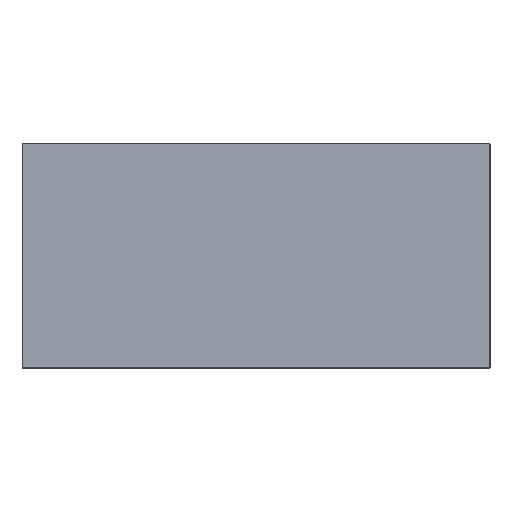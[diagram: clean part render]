
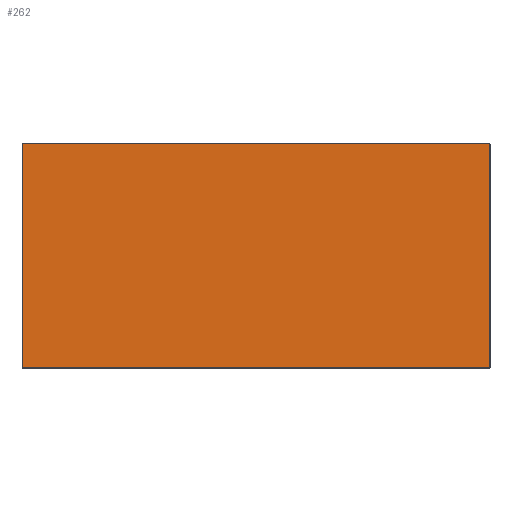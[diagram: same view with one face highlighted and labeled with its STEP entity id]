
A CAD part, top view. The second image highlights one B-rep face of the part: STEP entity #262.
In plain terms, the highlighted face is planar.
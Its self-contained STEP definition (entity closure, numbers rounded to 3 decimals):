
#262=ADVANCED_FACE('',(#330),#1113,.T.);
#330=FACE_OUTER_BOUND('',#398,.T.);
#398=EDGE_LOOP('',(#622,#623,#624,#625));
#622=ORIENTED_EDGE('',*,*,#805,.T.);
#623=ORIENTED_EDGE('',*,*,#815,.T.);
#624=ORIENTED_EDGE('',*,*,#816,.T.);
#625=ORIENTED_EDGE('',*,*,#817,.T.);
#805=EDGE_CURVE('',#1045,#1044,#948,.T.);
#815=EDGE_CURVE('',#1044,#1054,#958,.T.);
#816=EDGE_CURVE('',#1054,#1055,#959,.T.);
#817=EDGE_CURVE('',#1055,#1045,#960,.T.);
#948=B_SPLINE_CURVE_WITH_KNOTS('',1,(#1947,#1948),.UNSPECIFIED.,.F.,.F.,
(2,2),(-748.,0.),.UNSPECIFIED.);
#958=B_SPLINE_CURVE_WITH_KNOTS('',1,(#1967,#1968),.UNSPECIFIED.,.F.,.F.,
(2,2),(0.,359.),.UNSPECIFIED.);
#959=B_SPLINE_CURVE_WITH_KNOTS('',1,(#1969,#1970),.UNSPECIFIED.,.F.,.F.,
(2,2),(0.,748.),.UNSPECIFIED.);
#960=B_SPLINE_CURVE_WITH_KNOTS('',1,(#1971,#1972),.UNSPECIFIED.,.F.,.F.,
(2,2),(0.,359.),.UNSPECIFIED.);
#1044=VERTEX_POINT('',#1913);
#1045=VERTEX_POINT('',#1914);
#1054=VERTEX_POINT('',#1923);
#1055=VERTEX_POINT('',#1924);
#1113=PLANE('',#1295);
#1295=AXIS2_PLACEMENT_3D('',#1710,#1381,$);
#1381=DIRECTION('',(0.,1.,0.));
#1710=CARTESIAN_POINT('',(-448.8,90.,-215.9));
#1913=CARTESIAN_POINT('',(-374.,90.,-180.));
#1914=CARTESIAN_POINT('',(374.,90.,-180.));
#1923=CARTESIAN_POINT('',(-374.,90.,179.));
#1924=CARTESIAN_POINT('',(374.,90.,179.));
#1947=CARTESIAN_POINT('',(374.,90.,-180.));
#1948=CARTESIAN_POINT('',(-374.,90.,-180.));
#1967=CARTESIAN_POINT('',(-374.,90.,-180.));
#1968=CARTESIAN_POINT('',(-374.,90.,179.));
#1969=CARTESIAN_POINT('',(-374.,90.,179.));
#1970=CARTESIAN_POINT('',(374.,90.,179.));
#1971=CARTESIAN_POINT('',(374.,90.,179.));
#1972=CARTESIAN_POINT('',(374.,90.,-180.));
